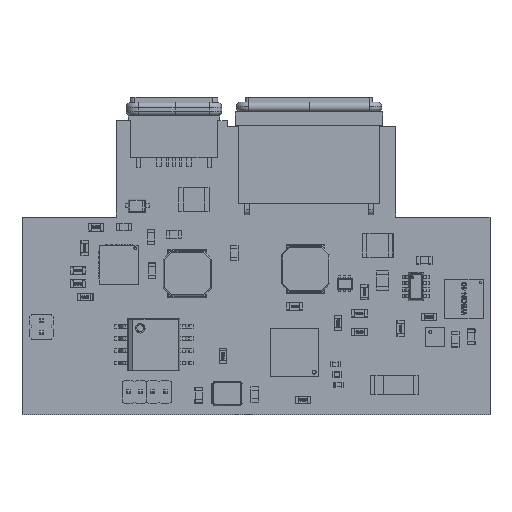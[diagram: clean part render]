
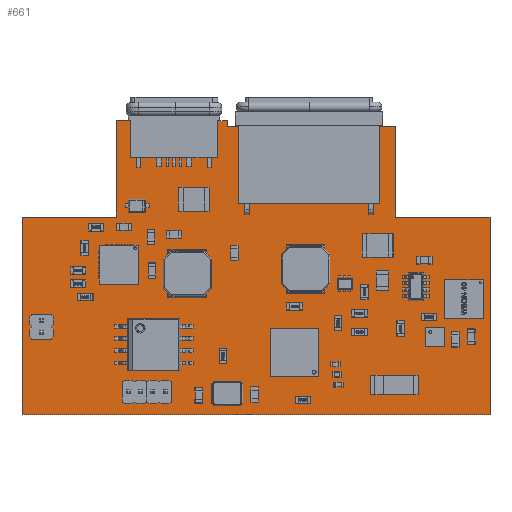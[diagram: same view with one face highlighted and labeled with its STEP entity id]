
A CAD part, top view. The second image highlights one B-rep face of the part: STEP entity #661.
In plain terms, the highlighted planar face has unit normal (0, 0, 1).
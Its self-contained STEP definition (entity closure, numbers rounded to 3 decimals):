
#340 = VERTEX_POINT('',#341);
#341 = CARTESIAN_POINT('',(0.,0.,0.891));
#347 = EDGE_CURVE('',#340,#348,#350,.T.);
#348 = VERTEX_POINT('',#349);
#349 = CARTESIAN_POINT('',(0.,20.5,0.891));
#350 = LINE('',#351,#352);
#351 = CARTESIAN_POINT('',(0.,0.,0.891));
#352 = VECTOR('',#353,1.);
#353 = DIRECTION('',(0.,1.,0.));
#378 = EDGE_CURVE('',#348,#379,#381,.T.);
#379 = VERTEX_POINT('',#380);
#380 = CARTESIAN_POINT('',(9.75,20.5,0.891));
#381 = LINE('',#382,#383);
#382 = CARTESIAN_POINT('',(0.,20.5,0.891));
#383 = VECTOR('',#384,1.);
#384 = DIRECTION('',(1.,0.,0.));
#409 = EDGE_CURVE('',#379,#410,#412,.T.);
#410 = VERTEX_POINT('',#411);
#411 = CARTESIAN_POINT('',(9.75,30.5,0.891));
#412 = LINE('',#413,#414);
#413 = CARTESIAN_POINT('',(9.75,20.5,0.891));
#414 = VECTOR('',#415,1.);
#415 = DIRECTION('',(0.,1.,0.));
#440 = EDGE_CURVE('',#410,#441,#443,.T.);
#441 = VERTEX_POINT('',#442);
#442 = CARTESIAN_POINT('',(21.25,30.5,0.891));
#443 = LINE('',#444,#445);
#444 = CARTESIAN_POINT('',(9.75,30.5,0.891));
#445 = VECTOR('',#446,1.);
#446 = DIRECTION('',(1.,0.,0.));
#471 = EDGE_CURVE('',#441,#472,#474,.T.);
#472 = VERTEX_POINT('',#473);
#473 = CARTESIAN_POINT('',(21.25,29.9,0.891));
#474 = LINE('',#475,#476);
#475 = CARTESIAN_POINT('',(21.25,30.5,0.891));
#476 = VECTOR('',#477,1.);
#477 = DIRECTION('',(0.,-1.,0.));
#502 = EDGE_CURVE('',#472,#503,#505,.T.);
#503 = VERTEX_POINT('',#504);
#504 = CARTESIAN_POINT('',(38.75,29.9,0.891));
#505 = LINE('',#506,#507);
#506 = CARTESIAN_POINT('',(21.25,29.9,0.891));
#507 = VECTOR('',#508,1.);
#508 = DIRECTION('',(1.,0.,0.));
#533 = EDGE_CURVE('',#503,#534,#536,.T.);
#534 = VERTEX_POINT('',#535);
#535 = CARTESIAN_POINT('',(38.75,20.5,0.891));
#536 = LINE('',#537,#538);
#537 = CARTESIAN_POINT('',(38.75,29.9,0.891));
#538 = VECTOR('',#539,1.);
#539 = DIRECTION('',(0.,-1.,0.));
#564 = EDGE_CURVE('',#534,#565,#567,.T.);
#565 = VERTEX_POINT('',#566);
#566 = CARTESIAN_POINT('',(48.5,20.5,0.891));
#567 = LINE('',#568,#569);
#568 = CARTESIAN_POINT('',(38.75,20.5,0.891));
#569 = VECTOR('',#570,1.);
#570 = DIRECTION('',(1.,0.,0.));
#595 = EDGE_CURVE('',#565,#596,#598,.T.);
#596 = VERTEX_POINT('',#597);
#597 = CARTESIAN_POINT('',(48.5,0.,0.891));
#598 = LINE('',#599,#600);
#599 = CARTESIAN_POINT('',(48.5,20.5,0.891));
#600 = VECTOR('',#601,1.);
#601 = DIRECTION('',(0.,-1.,0.));
#626 = EDGE_CURVE('',#596,#340,#627,.T.);
#627 = LINE('',#628,#629);
#628 = CARTESIAN_POINT('',(48.5,0.,0.891));
#629 = VECTOR('',#630,1.);
#630 = DIRECTION('',(-1.,0.,0.));
#661 = ADVANCED_FACE('',(#662),#674,.T.);
#662 = FACE_BOUND('',#663,.F.);
#663 = EDGE_LOOP('',(#664,#665,#666,#667,#668,#669,#670,#671,#672,#673)
  );
#664 = ORIENTED_EDGE('',*,*,#347,.T.);
#665 = ORIENTED_EDGE('',*,*,#378,.T.);
#666 = ORIENTED_EDGE('',*,*,#409,.T.);
#667 = ORIENTED_EDGE('',*,*,#440,.T.);
#668 = ORIENTED_EDGE('',*,*,#471,.T.);
#669 = ORIENTED_EDGE('',*,*,#502,.T.);
#670 = ORIENTED_EDGE('',*,*,#533,.T.);
#671 = ORIENTED_EDGE('',*,*,#564,.T.);
#672 = ORIENTED_EDGE('',*,*,#595,.T.);
#673 = ORIENTED_EDGE('',*,*,#626,.T.);
#674 = PLANE('',#675);
#675 = AXIS2_PLACEMENT_3D('',#676,#677,#678);
#676 = CARTESIAN_POINT('',(0.,0.,0.891));
#677 = DIRECTION('',(0.,0.,1.));
#678 = DIRECTION('',(1.,0.,0.));
